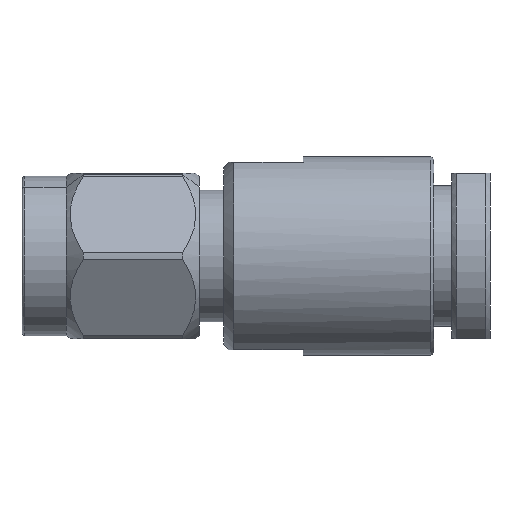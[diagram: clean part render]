
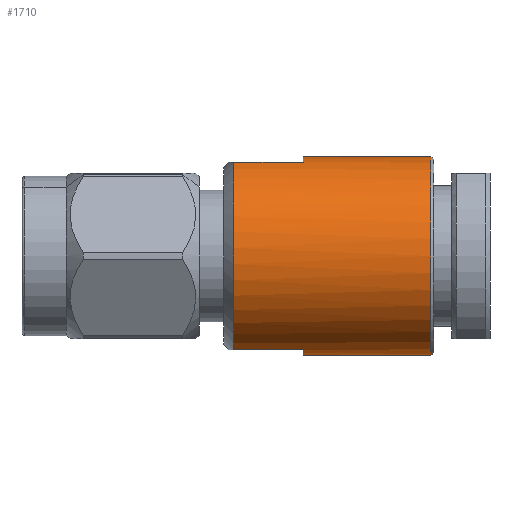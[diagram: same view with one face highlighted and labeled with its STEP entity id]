
A CAD part, front view. The second image highlights one B-rep face of the part: STEP entity #1710.
In plain terms, the highlighted cylindrical face has radius 4.772 mm (diameter 9.544 mm), a partial arc.
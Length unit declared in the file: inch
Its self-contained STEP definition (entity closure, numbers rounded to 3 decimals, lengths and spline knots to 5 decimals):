
#59 = CARTESIAN_POINT ( 'NONE',  ( 0.53142, -0.06251, 0.17717 ) ) ;
#70 = DIRECTION ( 'NONE',  ( 0., 0., 1. ) ) ;
#129 = AXIS2_PLACEMENT_3D ( 'NONE', #2298, #3466, #70 ) ;
#154 = EDGE_CURVE ( 'NONE', #1185, #979, #1395, .T. ) ;
#202 = FACE_OUTER_BOUND ( 'NONE', #2415, .T. ) ;
#206 = VECTOR ( 'NONE', #1426, 39.37008 ) ;
#221 = DIRECTION ( 'NONE',  ( 1., 0., 0. ) ) ;
#289 = CARTESIAN_POINT ( 'NONE',  ( 0.53142, -0.06251, -0.17717 ) ) ;
#372 = CARTESIAN_POINT ( 'NONE',  ( 0.40056, -0.06251, -0.17717 ) ) ;
#475 = CARTESIAN_POINT ( 'NONE',  ( 0.77298, 0., 0.18787 ) ) ;
#483 = VERTEX_POINT ( 'NONE', #3019 ) ;
#511 = ORIENTED_EDGE ( 'NONE', *, *, #2263, .T. ) ;
#524 = CYLINDRICAL_SURFACE ( 'NONE', #3634, 0.18787 ) ;
#806 = ORIENTED_EDGE ( 'NONE', *, *, #1001, .T. ) ;
#877 = CARTESIAN_POINT ( 'NONE',  ( 0.53142, 0., -0.18787 ) ) ;
#979 = VERTEX_POINT ( 'NONE', #475 ) ;
#1001 = EDGE_CURVE ( 'NONE', #3172, #2300, #2854, .T. ) ;
#1048 = AXIS2_PLACEMENT_3D ( 'NONE', #2178, #3365, #1320 ) ;
#1054 = DIRECTION ( 'NONE',  ( -1., 0., 0. ) ) ;
#1073 = DIRECTION ( 'NONE',  ( 1., 0., 0. ) ) ;
#1108 = CARTESIAN_POINT ( 'NONE',  ( 0.40056, -0.06251, 0.17717 ) ) ;
#1185 = VERTEX_POINT ( 'NONE', #2671 ) ;
#1320 = DIRECTION ( 'NONE',  ( 0., 0., -1. ) ) ;
#1372 = CARTESIAN_POINT ( 'NONE',  ( 0.99014, 0., 0. ) ) ;
#1395 = LINE ( 'NONE', #1412, #206 ) ;
#1412 = CARTESIAN_POINT ( 'NONE',  ( 0.99014, 0., 0.18787 ) ) ;
#1426 = DIRECTION ( 'NONE',  ( 1., 0., 0. ) ) ;
#1454 = CARTESIAN_POINT ( 'NONE',  ( 0.99014, -0.06251, -0.17717 ) ) ;
#1623 = VERTEX_POINT ( 'NONE', #1108 ) ;
#1658 = LINE ( 'NONE', #3069, #1846 ) ;
#1710 = ADVANCED_FACE ( 'NONE', ( #202 ), #524, .T. ) ;
#1728 = LINE ( 'NONE', #1454, #3556 ) ;
#1788 = ORIENTED_EDGE ( 'NONE', *, *, #2477, .T. ) ;
#1846 = VECTOR ( 'NONE', #3555, 39.37008 ) ;
#1927 = EDGE_CURVE ( 'NONE', #1623, #3203, #2268, .T. ) ;
#2008 = ORIENTED_EDGE ( 'NONE', *, *, #2797, .T. ) ;
#2085 = AXIS2_PLACEMENT_3D ( 'NONE', #3201, #3495, #2341 ) ;
#2087 = EDGE_CURVE ( 'NONE', #979, #483, #3504, .T. ) ;
#2178 = CARTESIAN_POINT ( 'NONE',  ( 0.77298, 0., 0. ) ) ;
#2186 = DIRECTION ( 'NONE',  ( 0., 0., 1. ) ) ;
#2222 = VECTOR ( 'NONE', #1054, 39.37008 ) ;
#2263 = EDGE_CURVE ( 'NONE', #2300, #483, #1658, .T. ) ;
#2268 = CIRCLE ( 'NONE', #2085, 0.18787 ) ;
#2286 = ORIENTED_EDGE ( 'NONE', *, *, #2087, .F. ) ;
#2298 = CARTESIAN_POINT ( 'NONE',  ( 0.53142, 0., 0. ) ) ;
#2300 = VERTEX_POINT ( 'NONE', #877 ) ;
#2341 = DIRECTION ( 'NONE',  ( 0., 0., -1. ) ) ;
#2415 = EDGE_LOOP ( 'NONE', ( #2901, #2008, #1788, #2594, #2802, #806, #511, #2286 ) ) ;
#2450 = CARTESIAN_POINT ( 'NONE',  ( 0.53142, 0., 0. ) ) ;
#2454 = CARTESIAN_POINT ( 'NONE',  ( 0.99014, -0.06251, 0.17717 ) ) ;
#2477 = EDGE_CURVE ( 'NONE', #3553, #1623, #3271, .T. ) ;
#2594 = ORIENTED_EDGE ( 'NONE', *, *, #1927, .T. ) ;
#2671 = CARTESIAN_POINT ( 'NONE',  ( 0.53142, 0., 0.18787 ) ) ;
#2797 = EDGE_CURVE ( 'NONE', #1185, #3553, #3260, .T. ) ;
#2802 = ORIENTED_EDGE ( 'NONE', *, *, #2833, .T. ) ;
#2833 = EDGE_CURVE ( 'NONE', #3203, #3172, #1728, .T. ) ;
#2854 = CIRCLE ( 'NONE', #2976, 0.18787 ) ;
#2901 = ORIENTED_EDGE ( 'NONE', *, *, #154, .F. ) ;
#2976 = AXIS2_PLACEMENT_3D ( 'NONE', #2450, #1073, #2186 ) ;
#3019 = CARTESIAN_POINT ( 'NONE',  ( 0.77298, 0., -0.18787 ) ) ;
#3069 = CARTESIAN_POINT ( 'NONE',  ( 0.99014, 0., -0.18787 ) ) ;
#3172 = VERTEX_POINT ( 'NONE', #289 ) ;
#3201 = CARTESIAN_POINT ( 'NONE',  ( 0.40056, 0., 0. ) ) ;
#3203 = VERTEX_POINT ( 'NONE', #372 ) ;
#3260 = CIRCLE ( 'NONE', #129, 0.18787 ) ;
#3271 = LINE ( 'NONE', #2454, #2222 ) ;
#3365 = DIRECTION ( 'NONE',  ( 1., 0., 0. ) ) ;
#3433 = DIRECTION ( 'NONE',  ( 1., 0., 0. ) ) ;
#3466 = DIRECTION ( 'NONE',  ( 1., 0., 0. ) ) ;
#3495 = DIRECTION ( 'NONE',  ( 1., 0., 0. ) ) ;
#3504 = CIRCLE ( 'NONE', #1048, 0.18787 ) ;
#3553 = VERTEX_POINT ( 'NONE', #59 ) ;
#3555 = DIRECTION ( 'NONE',  ( 1., 0., 0. ) ) ;
#3556 = VECTOR ( 'NONE', #3433, 39.37008 ) ;
#3631 = DIRECTION ( 'NONE',  ( 0., 0., -1. ) ) ;
#3634 = AXIS2_PLACEMENT_3D ( 'NONE', #1372, #221, #3631 ) ;
